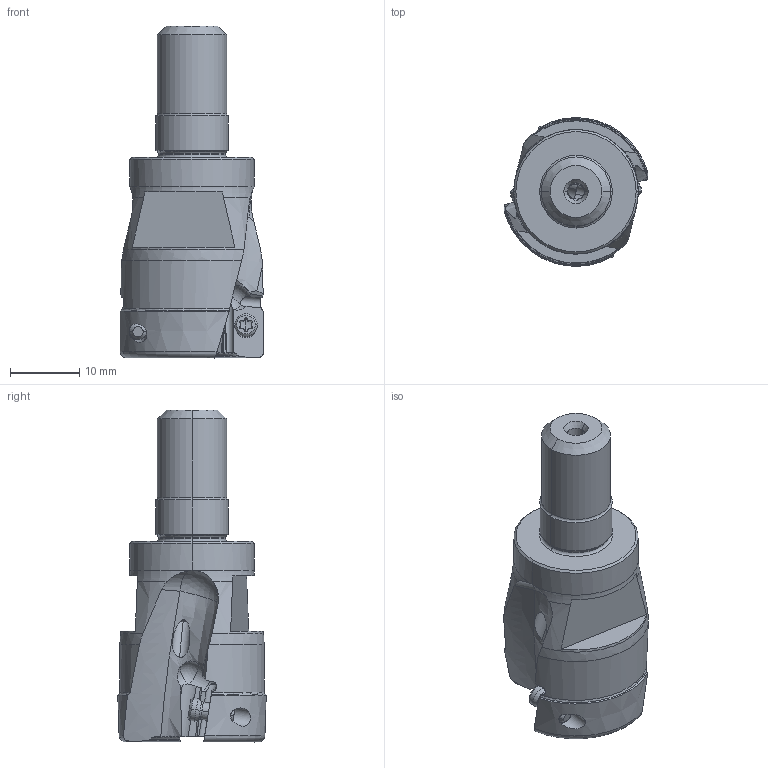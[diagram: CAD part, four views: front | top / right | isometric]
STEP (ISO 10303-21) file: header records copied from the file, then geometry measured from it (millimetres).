
FILE_DESCRIPTION(/* description */ (''),/* implementation_level */ '2;1');
FILE_NAME(/* name */ 'APX3000UR142AM10A30.stp',/* time_stamp */ '2021-09-08T11:46:14+09:00',/* author */ (''),/* organization */ (''),/* preprocessor_version */ 'ST-DEVELOPER v16',/* originating_system */ 'SIEMENS PLM Software NX 10.0',/* authorisation */ '');
FILE_SCHEMA (('AUTOMOTIVE_DESIGN { 1 0 10303 214 3 1 1 1 }'));
Length unit declared in the file: millimetre
Products named in the file (1): APX3000UR142AM10A30_ASM
Bounding box: 20.8 x 21.52 x 48.02 mm (x, y, z)
Volume: 8055 mm3; surface area: 3660.4 mm2
Topology: 3 solids, 3 shells, 207 faces, 591 edges, 402 vertices
Faces by surface type: cylinder 84, plane 47, cone 38, torus 20, sphere 12, bspline 6
Entity records: 9374 total; most frequent: CARTESIAN_POINT 3987, ORIENTED_EDGE 1162, DIRECTION 1033, EDGE_CURVE 581, AXIS2_PLACEMENT_3D 442, VERTEX_POINT 384, EDGE_LOOP 219, B_SPLINE_CURVE_WITH_KNOTS 211
